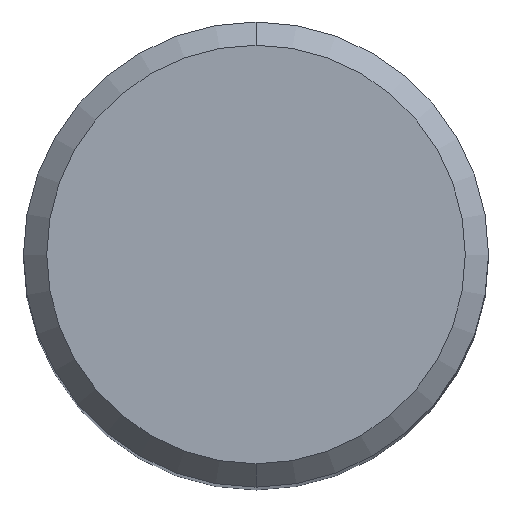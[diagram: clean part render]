
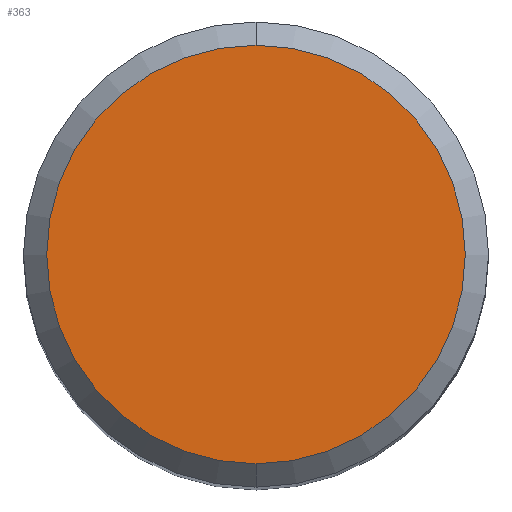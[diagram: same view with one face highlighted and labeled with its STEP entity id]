
A CAD part, top view. The second image highlights one B-rep face of the part: STEP entity #363.
In plain terms, the highlighted planar face has unit normal (0, 0, 1).
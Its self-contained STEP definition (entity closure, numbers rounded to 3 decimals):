
#219=VERTEX_POINT('',#513);
#225=EDGE_CURVE('',#251,#219,#519,.T.);
#251=VERTEX_POINT('',#547);
#363=ADVANCED_FACE('',(#674),#675,.T.);
#403=EDGE_CURVE('',#219,#251,#719,.T.);
#513=CARTESIAN_POINT('',(0.,-5.4,0.0));
#519=CIRCLE('',#958,5.4);
#547=CARTESIAN_POINT('',(0.0,5.4,0.0));
#674=FACE_OUTER_BOUND('',#1302,.T.);
#675=PLANE('',#1303);
#719=CIRCLE('',#1362,5.4);
#958=AXIS2_PLACEMENT_3D('',#1491,#1492,#1493);
#1302=EDGE_LOOP('',(#1700,#1701));
#1303=AXIS2_PLACEMENT_3D('',#1702,#1703,#1704);
#1362=AXIS2_PLACEMENT_3D('',#1747,#1748,#1749);
#1491=CARTESIAN_POINT('',(0.0,0.0,0.0));
#1492=DIRECTION('',(0.0,0.0,-1.0));
#1493=DIRECTION('',(0.0,1.0,0.0));
#1700=ORIENTED_EDGE('',*,*,#225,.F.);
#1701=ORIENTED_EDGE('',*,*,#403,.F.);
#1702=CARTESIAN_POINT('',(0.0,2.7,0.0));
#1703=DIRECTION('',(-0.0,0.0,1.0));
#1704=DIRECTION('',(0.0,-1.0,0.0));
#1747=CARTESIAN_POINT('',(0.0,0.0,0.0));
#1748=DIRECTION('',(0.0,0.0,-1.0));
#1749=DIRECTION('',(0.0,1.0,0.0));
